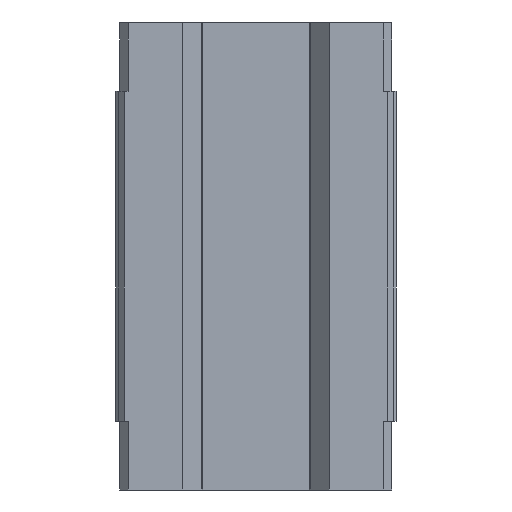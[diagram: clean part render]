
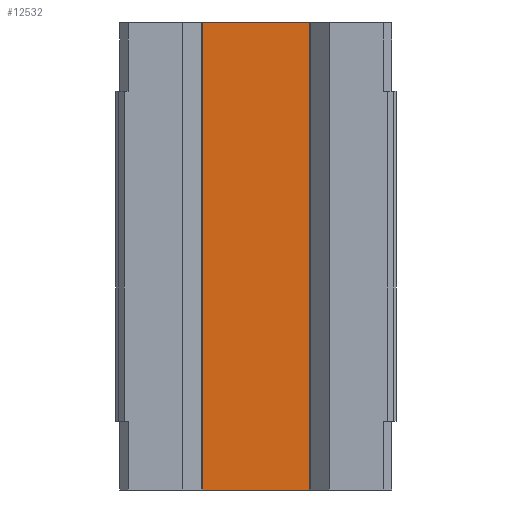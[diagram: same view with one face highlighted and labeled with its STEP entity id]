
A CAD part, front view. The second image highlights one B-rep face of the part: STEP entity #12532.
In plain terms, the highlighted planar face has unit normal (0, -1, 0).
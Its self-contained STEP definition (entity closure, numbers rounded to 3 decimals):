
#6453 = ORIENTED_EDGE ( 'NONE', *, *, #12425, .T. ) ;
#6463 = ORIENTED_EDGE ( 'NONE', *, *, #12458, .T. ) ;
#6665 = ORIENTED_EDGE ( 'NONE', *, *, #12533, .T. ) ;
#7823 = ORIENTED_EDGE ( 'NONE', *, *, #12443, .T. ) ;
#7826 = EDGE_LOOP ( 'NONE', ( #7823, #6665, #6453, #6463 ) ) ;
#11150 = CARTESIAN_POINT ( 'NONE',  ( -19.599, 0., 83.35 ) ) ;
#11155 = DIRECTION ( 'NONE',  ( -1., 0., 0. ) ) ;
#11156 = VECTOR ( 'NONE', #11155, 1000. ) ;
#11157 = CARTESIAN_POINT ( 'NONE',  ( -19.599, 0., 83.35 ) ) ;
#11158 = LINE ( 'NONE', #11157, #11156 ) ;
#11159 = CARTESIAN_POINT ( 'NONE',  ( 19.599, 0., 83.35 ) ) ;
#11185 = DIRECTION ( 'NONE',  ( 0., 0., -1. ) ) ;
#11186 = VECTOR ( 'NONE', #11185, 1000. ) ;
#11187 = CARTESIAN_POINT ( 'NONE',  ( -19.599, 0., -58.85 ) ) ;
#11188 = LINE ( 'NONE', #11187, #11186 ) ;
#11189 = CARTESIAN_POINT ( 'NONE',  ( 19.599, 0., -83.35 ) ) ;
#11199 = DIRECTION ( 'NONE',  ( 1., 0., 0. ) ) ;
#11200 = VECTOR ( 'NONE', #11199, 1000. ) ;
#11201 = CARTESIAN_POINT ( 'NONE',  ( -19.599, 0., -83.35 ) ) ;
#11202 = LINE ( 'NONE', #11201, #11200 ) ;
#11203 = CARTESIAN_POINT ( 'NONE',  ( -19.599, 0., -83.35 ) ) ;
#11264 = DIRECTION ( 'NONE',  ( 0., 0., 1. ) ) ;
#11265 = VECTOR ( 'NONE', #11264, 1000. ) ;
#11266 = CARTESIAN_POINT ( 'NONE',  ( 19.599, 0., -58.85 ) ) ;
#11267 = LINE ( 'NONE', #11266, #11265 ) ;
#11268 = DIRECTION ( 'NONE',  ( 0., 0., -1. ) ) ;
#11269 = DIRECTION ( 'NONE',  ( 0., -1., 0. ) ) ;
#11270 = CARTESIAN_POINT ( 'NONE',  ( -19.599, 0., -58.85 ) ) ;
#11271 = AXIS2_PLACEMENT_3D ( 'NONE', #11270, #11269, #11268 ) ;
#11272 = PLANE ( 'NONE',  #11271 ) ;
#11273 = FACE_OUTER_BOUND ( 'NONE', #7826, .T. ) ;
#12424 = VERTEX_POINT ( 'NONE', #11159 ) ;
#12425 = EDGE_CURVE ( 'NONE', #12424, #12427, #11158, .T. ) ;
#12427 = VERTEX_POINT ( 'NONE', #11150 ) ;
#12442 = VERTEX_POINT ( 'NONE', #11203 ) ;
#12443 = EDGE_CURVE ( 'NONE', #12442, #12456, #11202, .T. ) ;
#12456 = VERTEX_POINT ( 'NONE', #11189 ) ;
#12458 = EDGE_CURVE ( 'NONE', #12427, #12442, #11188, .T. ) ;
#12532 = ADVANCED_FACE ( 'NONE', ( #11273 ), #11272, .T. ) ;
#12533 = EDGE_CURVE ( 'NONE', #12456, #12424, #11267, .T. ) ;
